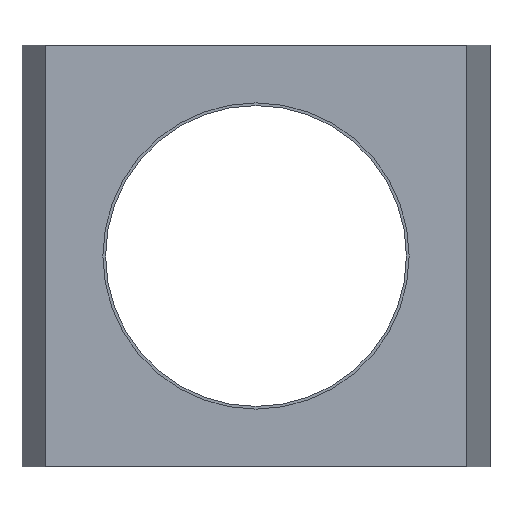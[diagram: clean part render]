
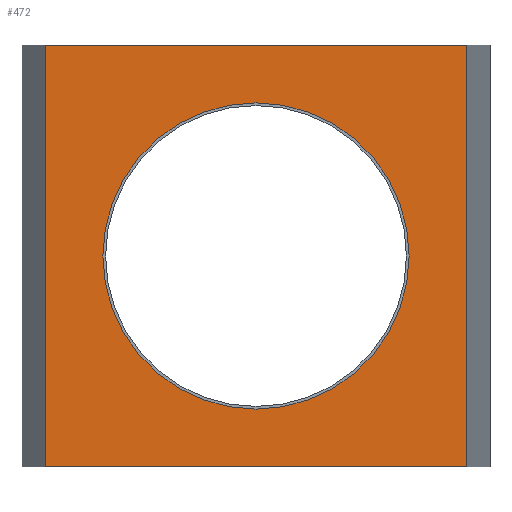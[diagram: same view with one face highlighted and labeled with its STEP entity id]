
A CAD part, front view. The second image highlights one B-rep face of the part: STEP entity #472.
In plain terms, the highlighted planar face has unit normal (0, -1, 0).
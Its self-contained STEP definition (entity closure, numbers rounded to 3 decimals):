
#4 = EDGE_CURVE ( 'NONE', #451, #665, #734, .T. ) ;
#15 = VECTOR ( 'NONE', #513, 1000. ) ;
#27 = CARTESIAN_POINT ( 'NONE',  ( -315., 0., 315. ) ) ;
#36 = EDGE_CURVE ( 'NONE', #827, #451, #671, .T. ) ;
#42 = VECTOR ( 'NONE', #450, 1000. ) ;
#57 = CARTESIAN_POINT ( 'NONE',  ( 315., 0., 315. ) ) ;
#74 = EDGE_CURVE ( 'NONE', #834, #378, #136, .T. ) ;
#102 = CARTESIAN_POINT ( 'NONE',  ( 315., 0., 315. ) ) ;
#130 = CARTESIAN_POINT ( 'NONE',  ( -315., 0., 315. ) ) ;
#136 = CIRCLE ( 'NONE', #950, 229. ) ;
#141 = ORIENTED_EDGE ( 'NONE', *, *, #241, .F. ) ;
#171 = ORIENTED_EDGE ( 'NONE', *, *, #36, .T. ) ;
#204 = CARTESIAN_POINT ( 'NONE',  ( -315., 0., 315. ) ) ;
#241 = EDGE_CURVE ( 'NONE', #827, #699, #380, .T. ) ;
#254 = CARTESIAN_POINT ( 'NONE',  ( -315., 0., -315. ) ) ;
#327 = ORIENTED_EDGE ( 'NONE', *, *, #4, .T. ) ;
#351 = CARTESIAN_POINT ( 'NONE',  ( 0., 0., -229. ) ) ;
#370 = ORIENTED_EDGE ( 'NONE', *, *, #74, .F. ) ;
#378 = VERTEX_POINT ( 'NONE', #912 ) ;
#380 = LINE ( 'NONE', #823, #42 ) ;
#395 = PLANE ( 'NONE',  #811 ) ;
#402 = ORIENTED_EDGE ( 'NONE', *, *, #624, .F. ) ;
#411 = CIRCLE ( 'NONE', #543, 229. ) ;
#444 = CARTESIAN_POINT ( 'NONE',  ( -315., 0., -315. ) ) ;
#450 = DIRECTION ( 'NONE',  ( 1., 0., 0. ) ) ;
#451 = VERTEX_POINT ( 'NONE', #254 ) ;
#472 = ADVANCED_FACE ( 'NONE', ( #926, #774 ), #395, .F. ) ;
#494 = LINE ( 'NONE', #102, #655 ) ;
#513 = DIRECTION ( 'NONE',  ( 0., 0., -1. ) ) ;
#543 = AXIS2_PLACEMENT_3D ( 'NONE', #733, #968, #599 ) ;
#599 = DIRECTION ( 'NONE',  ( 0., 0., -1. ) ) ;
#624 = EDGE_CURVE ( 'NONE', #699, #665, #494, .T. ) ;
#629 = DIRECTION ( 'NONE',  ( 0., 0., 1. ) ) ;
#632 = ORIENTED_EDGE ( 'NONE', *, *, #904, .F. ) ;
#655 = VECTOR ( 'NONE', #841, 1000. ) ;
#657 = VECTOR ( 'NONE', #810, 1000. ) ;
#665 = VERTEX_POINT ( 'NONE', #948 ) ;
#669 = DIRECTION ( 'NONE',  ( 0., 0., -1. ) ) ;
#671 = LINE ( 'NONE', #130, #15 ) ;
#699 = VERTEX_POINT ( 'NONE', #57 ) ;
#714 = DIRECTION ( 'NONE',  ( 0., 1., 0. ) ) ;
#730 = DIRECTION ( 'NONE',  ( 0., -1., 0. ) ) ;
#733 = CARTESIAN_POINT ( 'NONE',  ( 0., 0., 0. ) ) ;
#734 = LINE ( 'NONE', #444, #657 ) ;
#739 = CARTESIAN_POINT ( 'NONE',  ( 0., 0., 0. ) ) ;
#760 = EDGE_LOOP ( 'NONE', ( #370, #632 ) ) ;
#774 = FACE_OUTER_BOUND ( 'NONE', #859, .T. ) ;
#810 = DIRECTION ( 'NONE',  ( 1., 0., 0. ) ) ;
#811 = AXIS2_PLACEMENT_3D ( 'NONE', #27, #714, #629 ) ;
#823 = CARTESIAN_POINT ( 'NONE',  ( -315., 0., 315. ) ) ;
#827 = VERTEX_POINT ( 'NONE', #204 ) ;
#834 = VERTEX_POINT ( 'NONE', #351 ) ;
#841 = DIRECTION ( 'NONE',  ( 0., 0., -1. ) ) ;
#859 = EDGE_LOOP ( 'NONE', ( #327, #402, #141, #171 ) ) ;
#904 = EDGE_CURVE ( 'NONE', #378, #834, #411, .T. ) ;
#912 = CARTESIAN_POINT ( 'NONE',  ( 0., 0., 229. ) ) ;
#926 = FACE_BOUND ( 'NONE', #760, .T. ) ;
#948 = CARTESIAN_POINT ( 'NONE',  ( 315., 0., -315. ) ) ;
#950 = AXIS2_PLACEMENT_3D ( 'NONE', #739, #730, #669 ) ;
#968 = DIRECTION ( 'NONE',  ( 0., -1., 0. ) ) ;
